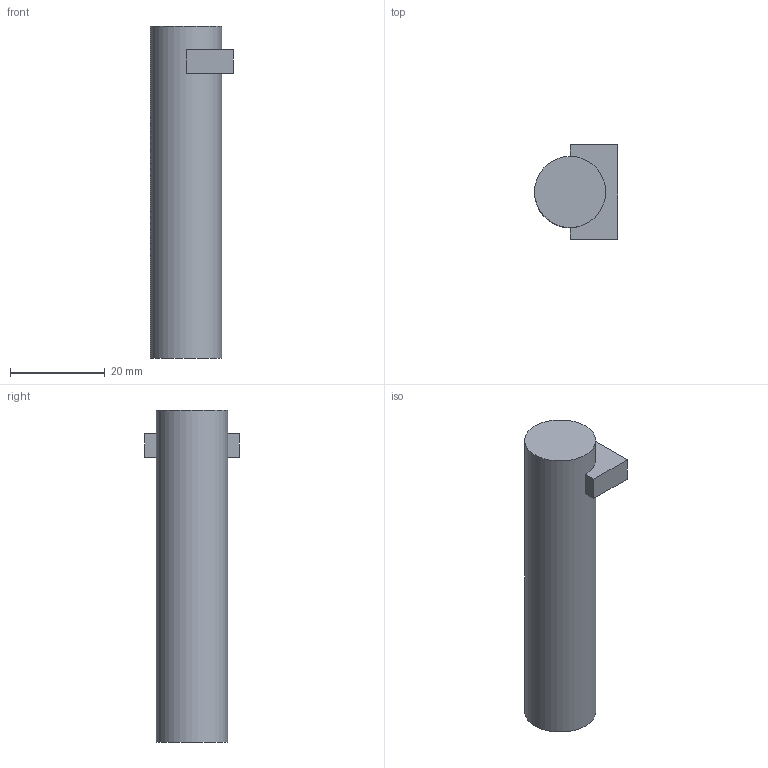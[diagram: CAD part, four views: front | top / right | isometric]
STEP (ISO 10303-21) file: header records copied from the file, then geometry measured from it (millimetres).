
FILE_DESCRIPTION(/* description */ (''),/* implementation_level */ '2;1');
FILE_NAME(/* name */ 'model1.stp',/* time_stamp */ '2010-09-08T14:59:08+09:00',/* author */ (''),/* organization */ (''),/* preprocessor_version */ 'ST-DEVELOPER v11',/* originating_system */ 'SIEMENS PLM Software NX 7.0',/* authorisation */ '');
FILE_SCHEMA (('CONFIG_CONTROL_DESIGN'));
Length unit declared in the file: millimetre
Products named in the file (1): model1
Bounding box: 17.5 x 20 x 70 mm (x, y, z)
Volume: 12928.2 mm3; surface area: 3982.6 mm2
Topology: 1 solids, 1 shells, 10 faces, 25 edges, 17 vertices
Faces by surface type: plane 9, cylinder 1
Full cylindrical faces by diameter (mm): 15 x1
Entity records: 350 total; most frequent: DIRECTION 46, CARTESIAN_POINT 45, ORIENTED_EDGE 40, EDGE_CURVE 20, LINE 16, VECTOR 16, AXIS2_PLACEMENT_3D 15, VERTEX_POINT 14
